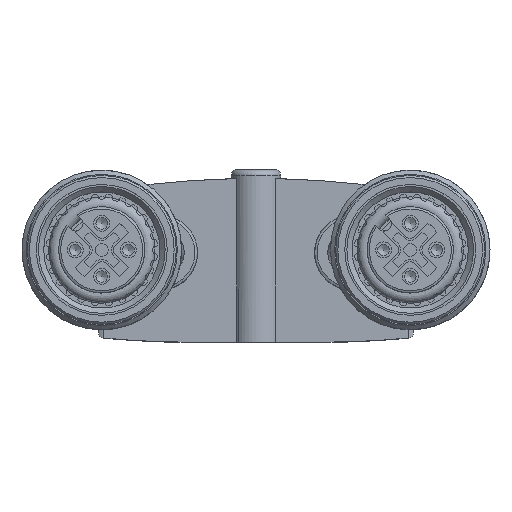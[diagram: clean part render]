
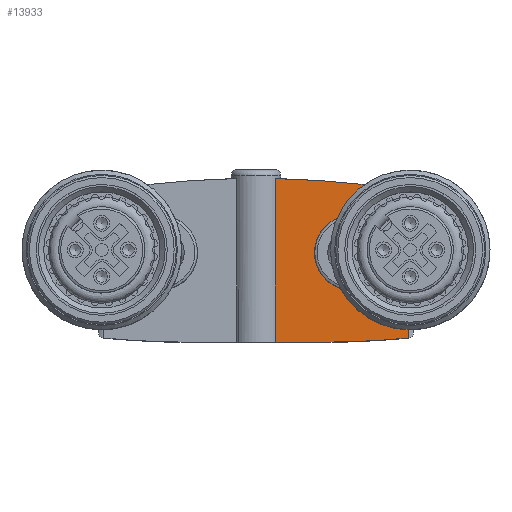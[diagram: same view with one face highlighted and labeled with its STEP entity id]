
A CAD part, top view. The second image highlights one B-rep face of the part: STEP entity #13933.
In plain terms, the highlighted face is planar.
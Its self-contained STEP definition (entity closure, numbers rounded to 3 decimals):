
#110=PLANE('',#14600);
#505=LINE('',#19674,#1314);
#523=LINE('',#19821,#1332);
#524=LINE('',#19822,#1333);
#1314=VECTOR('',#15999,1000.);
#1332=VECTOR('',#16063,1000.);
#1333=VECTOR('',#16064,1000.);
#2351=ORIENTED_EDGE('',*,*,#5403,.F.);
#2352=ORIENTED_EDGE('',*,*,#5516,.F.);
#2353=ORIENTED_EDGE('',*,*,#5517,.F.);
#2354=ORIENTED_EDGE('',*,*,#5514,.F.);
#2355=ORIENTED_EDGE('',*,*,#5518,.F.);
#2356=ORIENTED_EDGE('',*,*,#5467,.F.);
#5403=EDGE_CURVE('',#6993,#6993,#8025,.F.);
#5467=EDGE_CURVE('',#7041,#7042,#505,.T.);
#5514=EDGE_CURVE('',#7083,#7084,#8046,.T.);
#5516=EDGE_CURVE('',#7085,#7041,#8047,.T.);
#5517=EDGE_CURVE('',#7084,#7085,#523,.T.);
#5518=EDGE_CURVE('',#7042,#7083,#524,.F.);
#6993=VERTEX_POINT('',#19486);
#7041=VERTEX_POINT('',#19675);
#7042=VERTEX_POINT('',#19676);
#7083=VERTEX_POINT('',#19811);
#7084=VERTEX_POINT('',#19813);
#7085=VERTEX_POINT('',#19820);
#8025=CIRCLE('',#14540,3.5);
#8046=CIRCLE('',#14599,90.);
#8047=CIRCLE('',#14601,90.);
#8709=EDGE_LOOP('',(#2351));
#8710=EDGE_LOOP('',(#2352,#2353,#2354,#2355,#2356));
#9425=FACE_BOUND('',#8709,.T.);
#9426=FACE_BOUND('',#8710,.T.);
#13933=ADVANCED_FACE('',(#9425,#9426),#110,.F.);
#14540=AXIS2_PLACEMENT_3D('',#19485,#15899,#15900);
#14599=AXIS2_PLACEMENT_3D('',#19812,#16057,#16058);
#14600=AXIS2_PLACEMENT_3D('',#19818,#16059,#16060);
#14601=AXIS2_PLACEMENT_3D('',#19819,#16061,#16062);
#15899=DIRECTION('',(0.,0.,1.));
#15900=DIRECTION('',(1.,0.,0.));
#15999=DIRECTION('',(1.,0.,0.));
#16057=DIRECTION('',(0.,0.,1.));
#16058=DIRECTION('',(1.,0.,0.));
#16059=DIRECTION('',(0.,0.,1.));
#16060=DIRECTION('',(1.,0.,0.));
#16061=DIRECTION('',(0.,0.,1.));
#16062=DIRECTION('',(1.,0.,0.));
#16063=DIRECTION('',(0.,-1.,0.));
#16064=DIRECTION('',(0.,-1.,0.));
#19485=CARTESIAN_POINT('',(-9.,0.,0.));
#19486=CARTESIAN_POINT('',(-5.5,0.,0.));
#19674=CARTESIAN_POINT('',(-6.,-8.4,0.));
#19675=CARTESIAN_POINT('',(-6.,-8.4,0.));
#19676=CARTESIAN_POINT('',(-1.809,-8.4,0.));
#19811=CARTESIAN_POINT('',(-1.809,6.982,0.));
#19812=CARTESIAN_POINT('',(0.,-83.,0.));
#19813=CARTESIAN_POINT('',(-14.3,5.857,0.));
#19818=CARTESIAN_POINT('',(-14.3,5.35,0.));
#19819=CARTESIAN_POINT('',(-6.,81.6,0.));
#19820=CARTESIAN_POINT('',(-14.3,-8.016,0.));
#19821=CARTESIAN_POINT('',(-14.3,7.6,0.));
#19822=CARTESIAN_POINT('',(-1.809,-8.4,0.));
